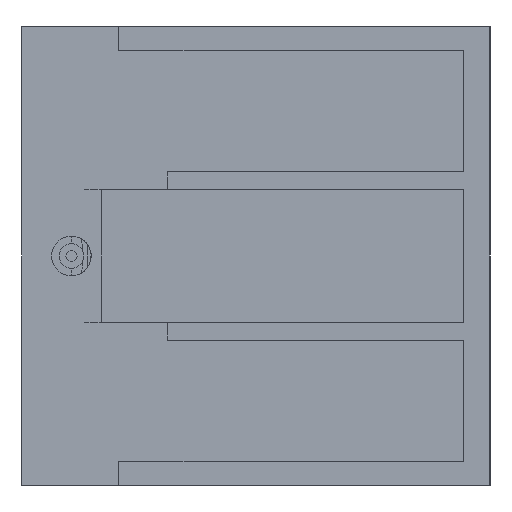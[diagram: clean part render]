
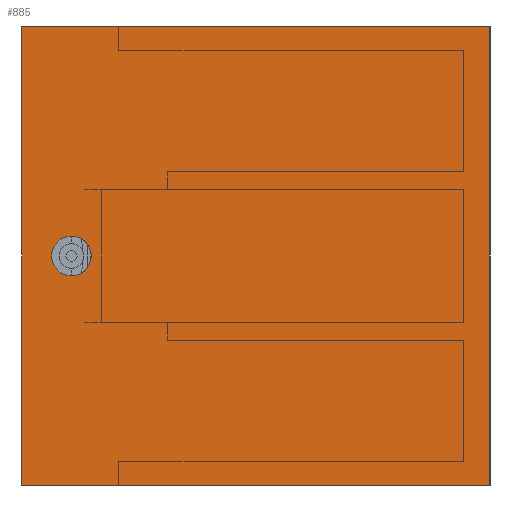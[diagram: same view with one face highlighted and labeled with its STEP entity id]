
A CAD part, left-side view. The second image highlights one B-rep face of the part: STEP entity #885.
In plain terms, the highlighted planar face has unit normal (-1, 0, 0).
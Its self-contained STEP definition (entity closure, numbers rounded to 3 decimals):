
#141 = VERTEX_POINT ( 'NONE', #1080 ) ;
#202 = CARTESIAN_POINT ( 'NONE',  ( -38.85, 21.31, -10.45 ) ) ;
#367 = ORIENTED_EDGE ( 'NONE', *, *, #3746, .T. ) ;
#388 = VERTEX_POINT ( 'NONE', #2508 ) ;
#529 = FACE_OUTER_BOUND ( 'NONE', #4383, .T. ) ;
#745 = CARTESIAN_POINT ( 'NONE',  ( -38.85, 19.06, 0. ) ) ;
#775 = CARTESIAN_POINT ( 'NONE',  ( -38.85, 0., 10.45 ) ) ;
#885 = ADVANCED_FACE ( 'NONE', ( #1910, #529 ), #3960, .T. ) ;
#974 = VERTEX_POINT ( 'NONE', #4022 ) ;
#997 = ORIENTED_EDGE ( 'NONE', *, *, #3822, .F. ) ;
#1004 = CARTESIAN_POINT ( 'NONE',  ( -38.85, 21.31, 0. ) ) ;
#1024 = EDGE_CURVE ( 'NONE', #5015, #1674, #5108, .T. ) ;
#1050 = VECTOR ( 'NONE', #2735, 1000. ) ;
#1080 = CARTESIAN_POINT ( 'NONE',  ( -38.85, 19.06, 0.9 ) ) ;
#1310 = ORIENTED_EDGE ( 'NONE', *, *, #1024, .T. ) ;
#1429 = AXIS2_PLACEMENT_3D ( 'NONE', #1004, #5167, #3522 ) ;
#1561 = EDGE_CURVE ( 'NONE', #974, #5015, #4314, .T. ) ;
#1671 = EDGE_CURVE ( 'NONE', #1759, #1674, #5277, .T. ) ;
#1674 = VERTEX_POINT ( 'NONE', #4419 ) ;
#1759 = VERTEX_POINT ( 'NONE', #775 ) ;
#1786 = VECTOR ( 'NONE', #3592, 1000. ) ;
#1817 = ORIENTED_EDGE ( 'NONE', *, *, #1561, .T. ) ;
#1910 = FACE_BOUND ( 'NONE', #3009, .T. ) ;
#1988 = DIRECTION ( 'NONE',  ( 0., 0., -1. ) ) ;
#2135 = CIRCLE ( 'NONE', #4894, 0.9 ) ;
#2300 = VECTOR ( 'NONE', #3475, 1000. ) ;
#2305 = CARTESIAN_POINT ( 'NONE',  ( -38.85, 0., 0. ) ) ;
#2508 = CARTESIAN_POINT ( 'NONE',  ( -38.85, 19.06, -0.9 ) ) ;
#2721 = DIRECTION ( 'NONE',  ( 0., 0., -1. ) ) ;
#2735 = DIRECTION ( 'NONE',  ( 0., 0., -1. ) ) ;
#2967 = CARTESIAN_POINT ( 'NONE',  ( -38.85, 21.31, 10.45 ) ) ;
#2997 = LINE ( 'NONE', #2967, #3001 ) ;
#3001 = VECTOR ( 'NONE', #3351, 1000. ) ;
#3009 = EDGE_LOOP ( 'NONE', ( #4509, #367 ) ) ;
#3068 = CARTESIAN_POINT ( 'NONE',  ( -38.85, 21.31, 0. ) ) ;
#3351 = DIRECTION ( 'NONE',  ( 0., -1., 0. ) ) ;
#3467 = CARTESIAN_POINT ( 'NONE',  ( -38.85, 21.31, -10.45 ) ) ;
#3475 = DIRECTION ( 'NONE',  ( 0., 0., -1. ) ) ;
#3484 = AXIS2_PLACEMENT_3D ( 'NONE', #5182, #4397, #2721 ) ;
#3522 = DIRECTION ( 'NONE',  ( 0., 0., 1. ) ) ;
#3592 = DIRECTION ( 'NONE',  ( 0., -1., 0. ) ) ;
#3613 = ORIENTED_EDGE ( 'NONE', *, *, #1671, .F. ) ;
#3746 = EDGE_CURVE ( 'NONE', #141, #388, #2135, .T. ) ;
#3822 = EDGE_CURVE ( 'NONE', #974, #1759, #2997, .T. ) ;
#3960 = PLANE ( 'NONE',  #1429 ) ;
#4022 = CARTESIAN_POINT ( 'NONE',  ( -38.85, 21.31, 10.45 ) ) ;
#4094 = DIRECTION ( 'NONE',  ( 1., 0., 0. ) ) ;
#4105 = CIRCLE ( 'NONE', #3484, 0.9 ) ;
#4314 = LINE ( 'NONE', #3068, #2300 ) ;
#4383 = EDGE_LOOP ( 'NONE', ( #3613, #997, #1817, #1310 ) ) ;
#4397 = DIRECTION ( 'NONE',  ( 1., 0., 0. ) ) ;
#4419 = CARTESIAN_POINT ( 'NONE',  ( -38.85, 0., -10.45 ) ) ;
#4509 = ORIENTED_EDGE ( 'NONE', *, *, #5098, .T. ) ;
#4894 = AXIS2_PLACEMENT_3D ( 'NONE', #745, #4094, #1988 ) ;
#5015 = VERTEX_POINT ( 'NONE', #3467 ) ;
#5098 = EDGE_CURVE ( 'NONE', #388, #141, #4105, .T. ) ;
#5108 = LINE ( 'NONE', #202, #1786 ) ;
#5167 = DIRECTION ( 'NONE',  ( -1., 0., 0. ) ) ;
#5182 = CARTESIAN_POINT ( 'NONE',  ( -38.85, 19.06, 0. ) ) ;
#5277 = LINE ( 'NONE', #2305, #1050 ) ;
